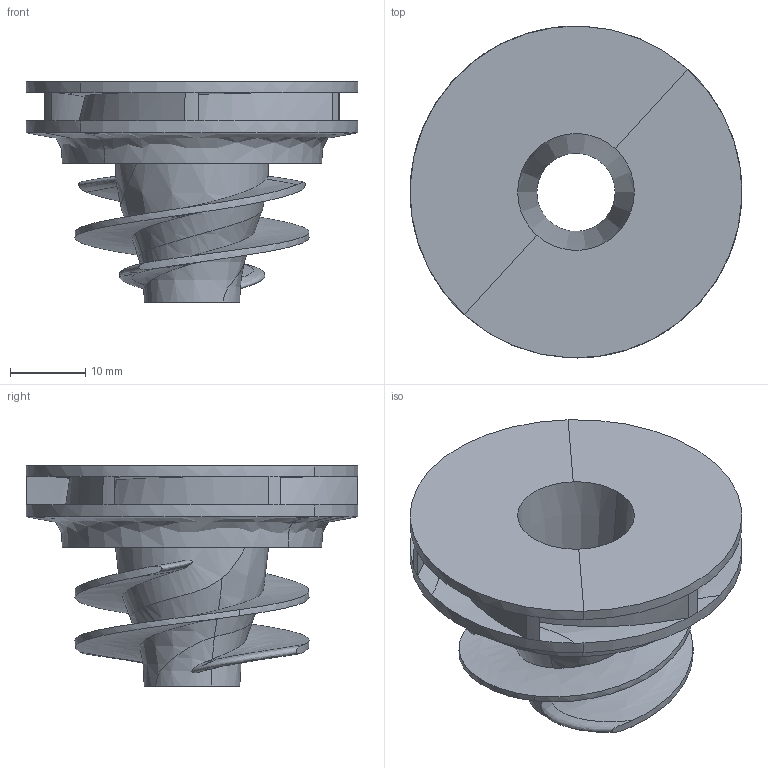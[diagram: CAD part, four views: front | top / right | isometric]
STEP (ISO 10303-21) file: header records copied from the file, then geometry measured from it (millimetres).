
FILE_DESCRIPTION (( 'STEP AP203' ), '1' );
FILE_NAME ('kerosene-combined_pump.STEP', '2024-10-19T19:26:07', ( '' ), ( '' ), 'SwSTEP 2.0', 'SolidWorks 2024', '' );
FILE_SCHEMA (( 'CONFIG_CONTROL_DESIGN' ));
Length unit declared in the file: millimetre
Products named in the file (1): kerosene-combined_pump
Bounding box: 44.07 x 44.09 x 29.22 mm (x, y, z)
Volume: 9405 mm3; surface area: 11092.6 mm2
Topology: 1 solids, 1 shells, 70 faces, 212 edges, 130 vertices
Faces by surface type: bspline 68, cone 2
Entity records: 24251 total; most frequent: CARTESIAN_POINT 22719, ORIENTED_EDGE 424, EDGE_CURVE 212, DIRECTION 156, B_SPLINE_CURVE_WITH_KNOTS 136, VERTEX_POINT 130, AXIS2_PLACEMENT_3D 77, CIRCLE 74
